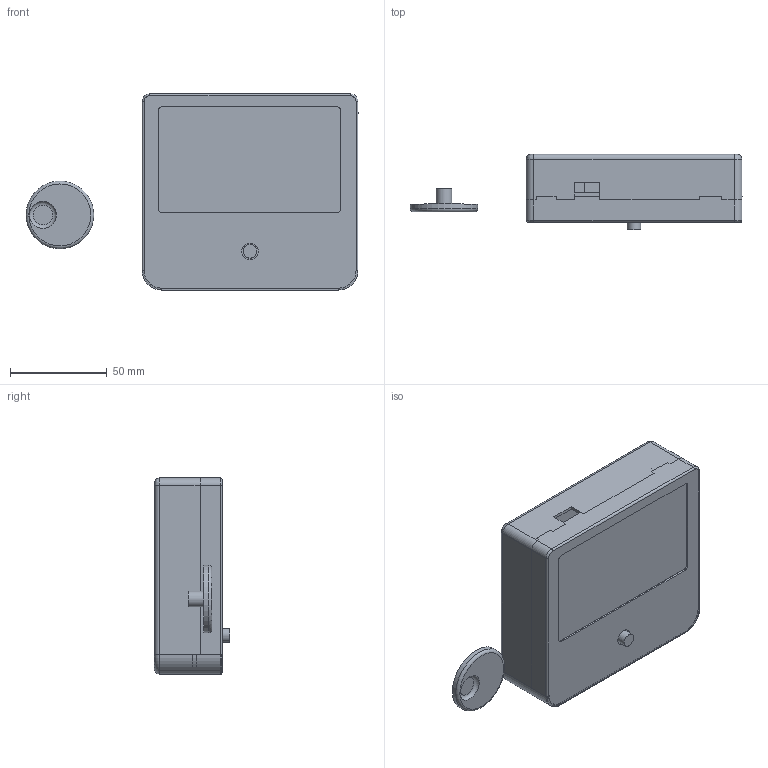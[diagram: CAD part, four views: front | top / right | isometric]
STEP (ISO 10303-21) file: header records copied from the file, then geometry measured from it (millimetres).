
FILE_DESCRIPTION(/* description */ (''),/* implementation_level */ '2;1');
FILE_NAME(/* name */ 'Raspi-CyberSec-Lab_v12.step',/* time_stamp */ '2025-05-21T17:37:45+02:00',/* author */ (''),/* organization */ (''),/* preprocessor_version */ 'ST-DEVELOPER v20.1',/* originating_system */ 'Autodesk Translation Framework v14.4.0.0',/* authorisation */ '');
FILE_SCHEMA (('AUTOMOTIVE_DESIGN { 1 0 10303 214 3 1 1 }'));
Length unit declared in the file: millimetre
Products named in the file (6): Raspi-CyberSec Lab; Bildschirm; Encoder; Midframe; Scrollrad; Gehäuse2
Assembly tree (5 placements, depth 2):
  Raspi-CyberSec Lab
    Bildschirm
    Encoder
    Midframe
    Scrollrad
    Gehäuse2
Bounding box: 171.5 x 38.82 x 101.3 mm (x, y, z)
Volume: 138678.9 mm3; surface area: 109276 mm2
Topology: 7 solids, 7 shells, 355 faces, 932 edges, 607 vertices
Faces by surface type: plane 268, cylinder 77, torus 8, bspline 2
Full cylindrical faces by diameter (mm): 3 x12, 6 x8, 7 x3, 8 x1, 8.5 x1, 35 x1
Entity records: 11105 total; most frequent: CARTESIAN_POINT 1921, ORIENTED_EDGE 1864, DIRECTION 1832, EDGE_CURVE 932, LINE 760, VECTOR 760, VERTEX_POINT 607, AXIS2_PLACEMENT_3D 536
